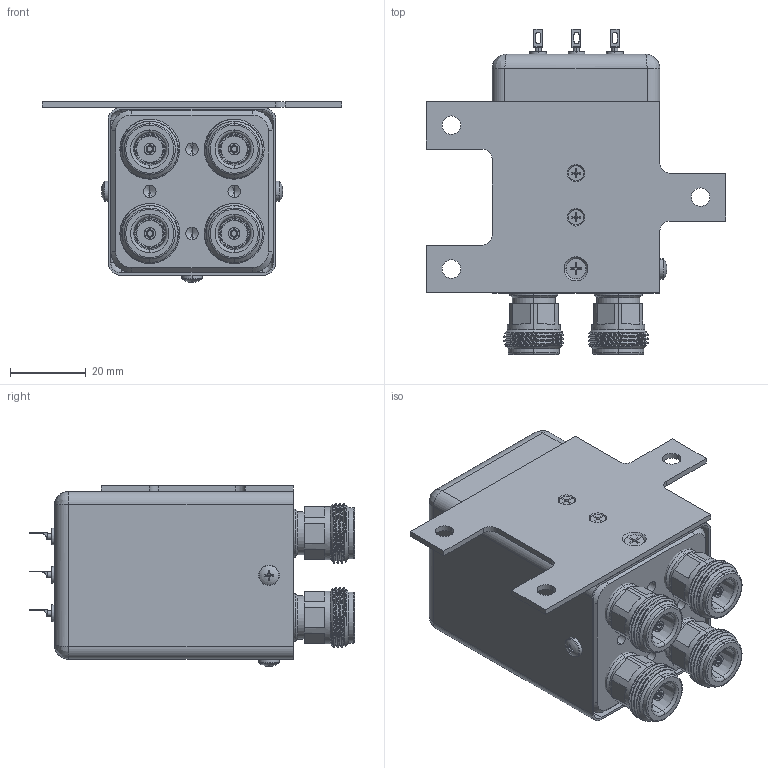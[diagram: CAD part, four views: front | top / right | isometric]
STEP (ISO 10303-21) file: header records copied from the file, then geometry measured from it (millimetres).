
FILE_DESCRIPTION (( 'STEP AP214' ), '1' );
FILE_NAME ('FMSW6611_3D.step', '2025-03-07T20:21:14', ( '' ), ( '' ), 'SwSTEP 2.0', 'SolidWorks 2022', '' );
FILE_SCHEMA (( 'AUTOMOTIVE_DESIGN' ));
Length unit declared in the file: inch
Products named in the file (9): A12075Y04_-401^FMSW6611; NEW N connector^FMSW6611; A12075Y05_-202^FMSW6611; R040691-e360_-03^FMSW6611; B22061003(______)_-2h^FMSW6611; A12075Y05_-402^FMSW6611; B2202100X^FMSW6611; FMSW6611_3D; B22064002^FMSW6611
Assembly tree (20 placements, depth 2):
  FMSW6611_3D
    B2202100X^FMSW6611
    NEW N connector^FMSW6611  x4
    B22061003(______)_-2h^FMSW6611
    B22064002^FMSW6611
    R040691-e360_-03^FMSW6611  x7
    A12075Y05_-402^FMSW6611
    A12075Y04_-401^FMSW6611  x3
    A12075Y05_-202^FMSW6611  x2
Bounding box: 79.25 x 86.11 x 47.86 mm (x, y, z)
Volume: 41773.4 mm3; surface area: 49050.4 mm2
Topology: 20 solids, 20 shells, 942 faces, 2338 edges, 1472 vertices
Faces by surface type: plane 347, cylinder 340, cone 140, bspline 74, torus 38, sphere 3
Entity records: 15180 total; most frequent: CARTESIAN_POINT 5606, DIRECTION 1918, ORIENTED_EDGE 1868, EDGE_CURVE 934, AXIS2_PLACEMENT_3D 759, VERTEX_POINT 597, EDGE_LOOP 471, VECTOR 400
